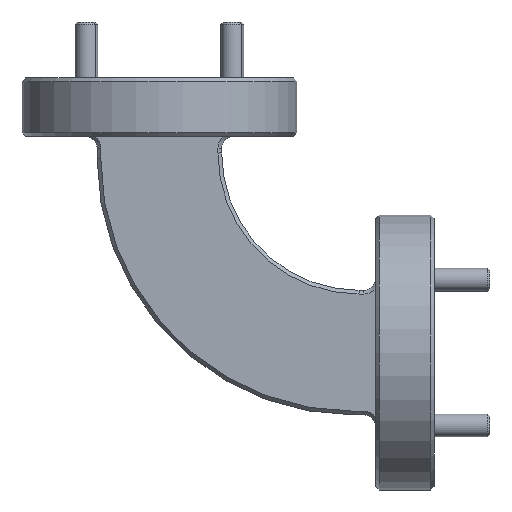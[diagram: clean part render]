
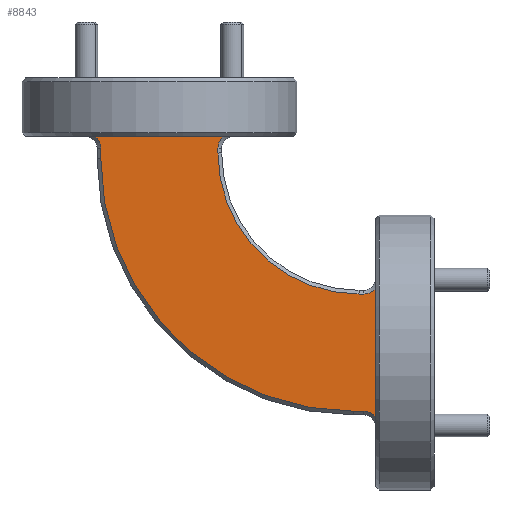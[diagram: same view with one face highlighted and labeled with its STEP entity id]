
A CAD part, front view. The second image highlights one B-rep face of the part: STEP entity #8843.
In plain terms, the highlighted planar face has unit normal (0, -1, 0).
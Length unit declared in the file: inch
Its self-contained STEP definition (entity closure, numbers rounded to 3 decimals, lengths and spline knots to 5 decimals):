
#298 = DIRECTION ( 'NONE',  ( -1., 0., 0. ) ) ;
#517 = CARTESIAN_POINT ( 'NONE',  ( -0.205, -0.19, 0.16 ) ) ;
#579 = VECTOR ( 'NONE', #10115, 39.37008 ) ;
#786 = AXIS2_PLACEMENT_3D ( 'NONE', #17083, #4772, #1940 ) ;
#1007 = VERTEX_POINT ( 'NONE', #7503 ) ;
#1115 = ORIENTED_EDGE ( 'NONE', *, *, #9985, .T. ) ;
#1435 = VECTOR ( 'NONE', #2389, 39.37008 ) ;
#1469 = DIRECTION ( 'NONE',  ( 0., -1., 0. ) ) ;
#1940 = DIRECTION ( 'NONE',  ( -1., 0., 0. ) ) ;
#2045 = AXIS2_PLACEMENT_3D ( 'NONE', #12662, #13816, #9907 ) ;
#2118 = CARTESIAN_POINT ( 'NONE',  ( -0.75, -0.19, 0.75 ) ) ;
#2389 = DIRECTION ( 'NONE',  ( 0., 0., 1. ) ) ;
#2887 = VERTEX_POINT ( 'NONE', #12873 ) ;
#2968 = CIRCLE ( 'NONE', #16846, 0.042 ) ;
#3322 = CIRCLE ( 'NONE', #786, 0.042 ) ;
#3445 = FACE_OUTER_BOUND ( 'NONE', #7502, .T. ) ;
#3497 = CARTESIAN_POINT ( 'NONE',  ( -0.92, -0.19, 0.59 ) ) ;
#3524 = CARTESIAN_POINT ( 'NONE',  ( -0.5752, -0.19, 0.59 ) ) ;
#3806 = VERTEX_POINT ( 'NONE', #7064 ) ;
#3897 = AXIS2_PLACEMENT_3D ( 'NONE', #15668, #12839, #6018 ) ;
#3913 = DIRECTION ( 'NONE',  ( 0., 0., 1. ) ) ;
#3959 = EDGE_CURVE ( 'NONE', #11882, #1007, #15774, .T. ) ;
#4115 = VECTOR ( 'NONE', #6029, 39.37008 ) ;
#4298 = CARTESIAN_POINT ( 'NONE',  ( -0.192, -0.19, -0.202 ) ) ;
#4312 = CARTESIAN_POINT ( 'NONE',  ( -0.91, -0.19, 0.75 ) ) ;
#4405 = ORIENTED_EDGE ( 'NONE', *, *, #5899, .T. ) ;
#4772 = DIRECTION ( 'NONE',  ( 0., 1., 0. ) ) ;
#4793 = VERTEX_POINT ( 'NONE', #7000 ) ;
#4808 = VERTEX_POINT ( 'NONE', #517 ) ;
#4813 = CARTESIAN_POINT ( 'NONE',  ( -0.16, -0.19, 0.17 ) ) ;
#4841 = EDGE_CURVE ( 'NONE', #4808, #8771, #7313, .T. ) ;
#4870 = EDGE_CURVE ( 'NONE', #2887, #5913, #3322, .T. ) ;
#5366 = CARTESIAN_POINT ( 'NONE',  ( -0.952, -0.19, 0.558 ) ) ;
#5443 = DIRECTION ( 'NONE',  ( 0., 1., 0. ) ) ;
#5488 = ORIENTED_EDGE ( 'NONE', *, *, #11944, .T. ) ;
#5899 = EDGE_CURVE ( 'NONE', #1007, #13839, #12768, .T. ) ;
#5913 = VERTEX_POINT ( 'NONE', #3524 ) ;
#6018 = DIRECTION ( 'NONE',  ( -1., 0., 0. ) ) ;
#6029 = DIRECTION ( 'NONE',  ( 1., 0., 0. ) ) ;
#6407 = ORIENTED_EDGE ( 'NONE', *, *, #13578, .T. ) ;
#6882 = DIRECTION ( 'NONE',  ( -1., 0., 0. ) ) ;
#6892 = DIRECTION ( 'NONE',  ( 0., 1., 0. ) ) ;
#7000 = CARTESIAN_POINT ( 'NONE',  ( -0.16, -0.19, 0.1748 ) ) ;
#7064 = CARTESIAN_POINT ( 'NONE',  ( -0.9248, -0.19, 0.59 ) ) ;
#7313 = CIRCLE ( 'NONE', #3897, 0.385 ) ;
#7351 = DIRECTION ( 'NONE',  ( 0., 0., -1. ) ) ;
#7498 = LINE ( 'NONE', #3497, #8050 ) ;
#7502 = EDGE_LOOP ( 'NONE', ( #5488, #12867, #9628, #12787, #4405, #6407, #9145, #8504, #15319, #14837, #1115, #9802 ) ) ;
#7503 = CARTESIAN_POINT ( 'NONE',  ( -0.22, -0.19, -0.16 ) ) ;
#7946 = AXIS2_PLACEMENT_3D ( 'NONE', #5366, #5443, #298 ) ;
#7958 = VECTOR ( 'NONE', #3913, 39.37008 ) ;
#8050 = VECTOR ( 'NONE', #14322, 39.37008 ) ;
#8311 = EDGE_CURVE ( 'NONE', #3806, #11681, #16423, .T. ) ;
#8411 = CARTESIAN_POINT ( 'NONE',  ( -0.16, -0.19, -0.1748 ) ) ;
#8470 = EDGE_CURVE ( 'NONE', #13250, #4808, #12707, .T. ) ;
#8480 = LINE ( 'NONE', #4813, #7958 ) ;
#8502 = CIRCLE ( 'NONE', #2045, 0.042 ) ;
#8504 = ORIENTED_EDGE ( 'NONE', *, *, #10408, .T. ) ;
#8771 = VERTEX_POINT ( 'NONE', #9832 ) ;
#8775 = AXIS2_PLACEMENT_3D ( 'NONE', #2118, #13038, #17019 ) ;
#8843 = ADVANCED_FACE ( 'NONE', ( #3445 ), #8868, .F. ) ;
#8868 = PLANE ( 'NONE',  #8775 ) ;
#9099 = EDGE_CURVE ( 'NONE', #11681, #11882, #9460, .T. ) ;
#9145 = ORIENTED_EDGE ( 'NONE', *, *, #9683, .T. ) ;
#9224 = VERTEX_POINT ( 'NONE', #8411 ) ;
#9460 = LINE ( 'NONE', #4312, #9605 ) ;
#9605 = VECTOR ( 'NONE', #7351, 39.37008 ) ;
#9628 = ORIENTED_EDGE ( 'NONE', *, *, #9099, .T. ) ;
#9683 = EDGE_CURVE ( 'NONE', #9224, #4793, #8480, .T. ) ;
#9802 = ORIENTED_EDGE ( 'NONE', *, *, #4870, .T. ) ;
#9832 = CARTESIAN_POINT ( 'NONE',  ( -0.59, -0.19, 0.545 ) ) ;
#9907 = DIRECTION ( 'NONE',  ( -1., 0., 0. ) ) ;
#9985 = EDGE_CURVE ( 'NONE', #8771, #2887, #15342, .T. ) ;
#10115 = DIRECTION ( 'NONE',  ( -1., 0., 0. ) ) ;
#10188 = CARTESIAN_POINT ( 'NONE',  ( -0.59, -0.19, 0.75 ) ) ;
#10408 = EDGE_CURVE ( 'NONE', #4793, #13250, #8502, .T. ) ;
#10418 = CARTESIAN_POINT ( 'NONE',  ( -0.192, -0.19, -0.16 ) ) ;
#10960 = DIRECTION ( 'NONE',  ( -1., 0., 0. ) ) ;
#11182 = CARTESIAN_POINT ( 'NONE',  ( -0.75, -0.19, 0.16 ) ) ;
#11241 = AXIS2_PLACEMENT_3D ( 'NONE', #13615, #1469, #6882 ) ;
#11681 = VERTEX_POINT ( 'NONE', #13698 ) ;
#11882 = VERTEX_POINT ( 'NONE', #16803 ) ;
#11944 = EDGE_CURVE ( 'NONE', #5913, #3806, #7498, .T. ) ;
#12662 = CARTESIAN_POINT ( 'NONE',  ( -0.192, -0.19, 0.202 ) ) ;
#12707 = LINE ( 'NONE', #11182, #579 ) ;
#12768 = LINE ( 'NONE', #13985, #4115 ) ;
#12787 = ORIENTED_EDGE ( 'NONE', *, *, #3959, .T. ) ;
#12839 = DIRECTION ( 'NONE',  ( 0., 1., 0. ) ) ;
#12867 = ORIENTED_EDGE ( 'NONE', *, *, #8311, .T. ) ;
#12873 = CARTESIAN_POINT ( 'NONE',  ( -0.59, -0.19, 0.558 ) ) ;
#13038 = DIRECTION ( 'NONE',  ( 0., 1., 0. ) ) ;
#13172 = CARTESIAN_POINT ( 'NONE',  ( -0.192, -0.19, 0.16 ) ) ;
#13250 = VERTEX_POINT ( 'NONE', #13172 ) ;
#13578 = EDGE_CURVE ( 'NONE', #13839, #9224, #2968, .T. ) ;
#13615 = CARTESIAN_POINT ( 'NONE',  ( -0.22, -0.19, 0.53 ) ) ;
#13698 = CARTESIAN_POINT ( 'NONE',  ( -0.91, -0.19, 0.558 ) ) ;
#13816 = DIRECTION ( 'NONE',  ( 0., 1., 0. ) ) ;
#13839 = VERTEX_POINT ( 'NONE', #10418 ) ;
#13985 = CARTESIAN_POINT ( 'NONE',  ( -0.75, -0.19, -0.16 ) ) ;
#14322 = DIRECTION ( 'NONE',  ( -1., 0., 0. ) ) ;
#14837 = ORIENTED_EDGE ( 'NONE', *, *, #4841, .T. ) ;
#15319 = ORIENTED_EDGE ( 'NONE', *, *, #8470, .T. ) ;
#15342 = LINE ( 'NONE', #10188, #1435 ) ;
#15668 = CARTESIAN_POINT ( 'NONE',  ( -0.205, -0.19, 0.545 ) ) ;
#15774 = CIRCLE ( 'NONE', #11241, 0.69 ) ;
#16423 = CIRCLE ( 'NONE', #7946, 0.042 ) ;
#16803 = CARTESIAN_POINT ( 'NONE',  ( -0.91, -0.19, 0.53 ) ) ;
#16846 = AXIS2_PLACEMENT_3D ( 'NONE', #4298, #6892, #10960 ) ;
#17019 = DIRECTION ( 'NONE',  ( -1., 0., 0. ) ) ;
#17083 = CARTESIAN_POINT ( 'NONE',  ( -0.548, -0.19, 0.558 ) ) ;
